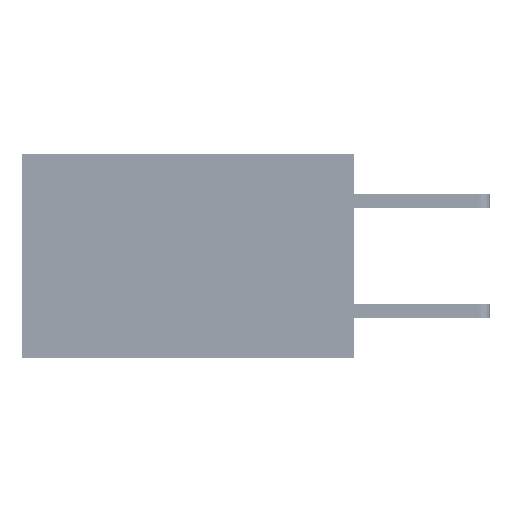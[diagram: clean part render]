
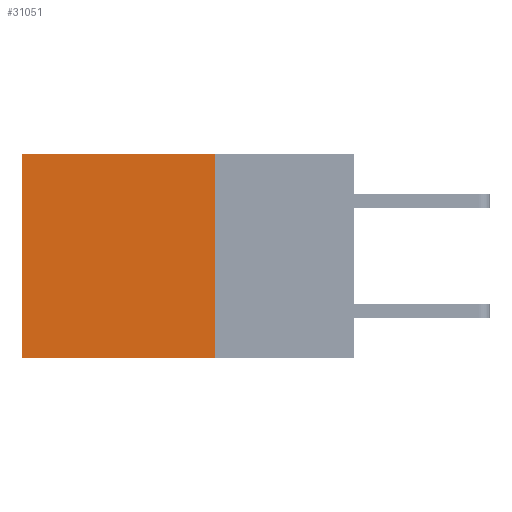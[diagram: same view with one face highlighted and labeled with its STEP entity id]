
A CAD part, left-side view. The second image highlights one B-rep face of the part: STEP entity #31051.
In plain terms, the highlighted planar face has unit normal (-1, 0, 0).
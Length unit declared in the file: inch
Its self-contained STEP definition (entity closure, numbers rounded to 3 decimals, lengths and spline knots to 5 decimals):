
#664 = EDGE_LOOP ( 'NONE', ( #5764, #673, #34712, #19648 ) ) ;
#673 = ORIENTED_EDGE ( 'NONE', *, *, #6295, .F. ) ;
#748 = EDGE_CURVE ( 'NONE', #41814, #26276, #17887, .T. ) ;
#1891 = CARTESIAN_POINT ( 'NONE',  ( 0.2875, 0.25, 0. ) ) ;
#3201 = CARTESIAN_POINT ( 'NONE',  ( 0.2875, 0.25, -0.37 ) ) ;
#3561 = DIRECTION ( 'NONE',  ( 0., 0., -1. ) ) ;
#4229 = DIRECTION ( 'NONE',  ( 0., 1., 0. ) ) ;
#5764 = ORIENTED_EDGE ( 'NONE', *, *, #37933, .T. ) ;
#6295 = EDGE_CURVE ( 'NONE', #26276, #42289, #25683, .T. ) ;
#6806 = CARTESIAN_POINT ( 'NONE',  ( 0.2875, 0.25, 0. ) ) ;
#6929 = CARTESIAN_POINT ( 'NONE',  ( 0.2875, 0.25, 0. ) ) ;
#8854 = VECTOR ( 'NONE', #4229, 39.37008 ) ;
#9916 = DIRECTION ( 'NONE',  ( 1., 0., 0. ) ) ;
#11473 = VECTOR ( 'NONE', #3561, 39.37008 ) ;
#13220 = VERTEX_POINT ( 'NONE', #27509 ) ;
#13503 = EDGE_CURVE ( 'NONE', #41814, #13220, #13668, .T. ) ;
#13668 = LINE ( 'NONE', #40589, #34922 ) ;
#14180 = PLANE ( 'NONE',  #37116 ) ;
#14495 = CARTESIAN_POINT ( 'NONE',  ( 0.2875, 0.25, -0.37 ) ) ;
#17887 = LINE ( 'NONE', #6929, #11473 ) ;
#17961 = LINE ( 'NONE', #43477, #43815 ) ;
#18414 = DIRECTION ( 'NONE',  ( 0., 1., 0. ) ) ;
#19648 = ORIENTED_EDGE ( 'NONE', *, *, #13503, .T. ) ;
#21342 = DIRECTION ( 'NONE',  ( 0., 0., -1. ) ) ;
#24905 = FACE_OUTER_BOUND ( 'NONE', #664, .T. ) ;
#24952 = CARTESIAN_POINT ( 'NONE',  ( 0.2875, 0.6, -0.37 ) ) ;
#25348 = DIRECTION ( 'NONE',  ( 0., 0., -1. ) ) ;
#25683 = LINE ( 'NONE', #14495, #8854 ) ;
#26276 = VERTEX_POINT ( 'NONE', #3201 ) ;
#27509 = CARTESIAN_POINT ( 'NONE',  ( 0.2875, 0.6, 0. ) ) ;
#31051 = ADVANCED_FACE ( 'NONE', ( #24905 ), #14180, .F. ) ;
#34712 = ORIENTED_EDGE ( 'NONE', *, *, #748, .F. ) ;
#34922 = VECTOR ( 'NONE', #18414, 39.37008 ) ;
#37116 = AXIS2_PLACEMENT_3D ( 'NONE', #6806, #9916, #21342 ) ;
#37933 = EDGE_CURVE ( 'NONE', #13220, #42289, #17961, .T. ) ;
#40589 = CARTESIAN_POINT ( 'NONE',  ( 0.2875, 0.25, 0. ) ) ;
#41814 = VERTEX_POINT ( 'NONE', #1891 ) ;
#42289 = VERTEX_POINT ( 'NONE', #24952 ) ;
#43477 = CARTESIAN_POINT ( 'NONE',  ( 0.2875, 0.6, 0. ) ) ;
#43815 = VECTOR ( 'NONE', #25348, 39.37008 ) ;
